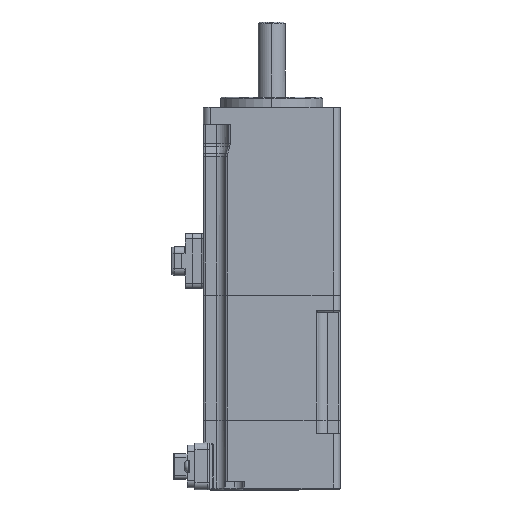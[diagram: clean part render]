
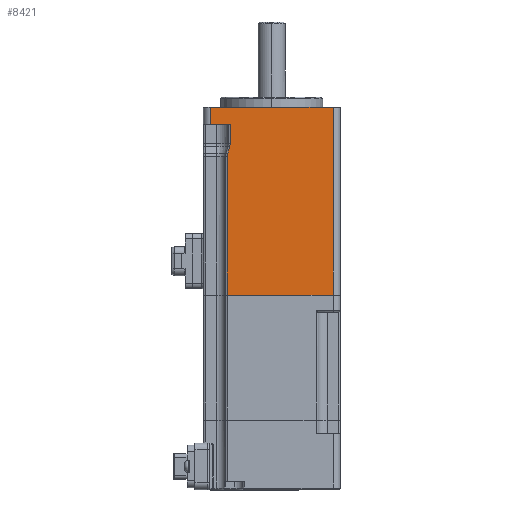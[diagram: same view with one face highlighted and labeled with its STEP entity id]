
A CAD part, top view. The second image highlights one B-rep face of the part: STEP entity #8421.
In plain terms, the highlighted planar face has unit normal (0, 0, 1).
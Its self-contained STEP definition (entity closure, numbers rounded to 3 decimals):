
#104 = CARTESIAN_POINT ( 'NONE',  ( -10.5, -71.392, 20. ) ) ;
#287 = LINE ( 'NONE', #820, #16924 ) ;
#374 = LINE ( 'NONE', #16136, #5873 ) ;
#543 = EDGE_CURVE ( 'NONE', #2051, #4728, #10084, .T. ) ;
#684 = CARTESIAN_POINT ( 'NONE',  ( -18., -56.992, 20. ) ) ;
#820 = CARTESIAN_POINT ( 'NONE',  ( -18., -111.992, 20. ) ) ;
#876 = CARTESIAN_POINT ( 'NONE',  ( -12.293, -68.524, 20. ) ) ;
#991 = DIRECTION ( 'NONE',  ( 0., -1., 0. ) ) ;
#2003 = AXIS2_PLACEMENT_3D ( 'NONE', #104, #17062, #3617 ) ;
#2029 = CARTESIAN_POINT ( 'NONE',  ( -18., -53.992, 20. ) ) ;
#2051 = VERTEX_POINT ( 'NONE', #6282 ) ;
#2113 = LINE ( 'NONE', #3871, #20885 ) ;
#2297 = VECTOR ( 'NONE', #12852, 1000. ) ;
#2868 = CARTESIAN_POINT ( 'NONE',  ( -12.163, -67.58, 20. ) ) ;
#2955 = ORIENTED_EDGE ( 'NONE', *, *, #543, .T. ) ;
#3496 = ORIENTED_EDGE ( 'NONE', *, *, #10906, .T. ) ;
#3514 = VECTOR ( 'NONE', #17466, 1000. ) ;
#3524 = LINE ( 'NONE', #684, #15943 ) ;
#3617 = DIRECTION ( 'NONE',  ( -1., 0., 0. ) ) ;
#3783 = CARTESIAN_POINT ( 'NONE',  ( -12.907, -70.718, 20. ) ) ;
#3871 = CARTESIAN_POINT ( 'NONE',  ( -12.163, -67.58, 20. ) ) ;
#4728 = VERTEX_POINT ( 'NONE', #4795 ) ;
#4760 = AXIS2_PLACEMENT_3D ( 'NONE', #6748, #5172, #20318 ) ;
#4762 = LINE ( 'NONE', #18750, #10798 ) ;
#4795 = CARTESIAN_POINT ( 'NONE',  ( -13., -111.992, 20. ) ) ;
#5172 = DIRECTION ( 'NONE',  ( 0., 0., -1. ) ) ;
#5348 = ORIENTED_EDGE ( 'NONE', *, *, #10786, .T. ) ;
#5395 = EDGE_CURVE ( 'NONE', #13628, #8496, #374, .T. ) ;
#5556 = DIRECTION ( 'NONE',  ( 0., 0., -1. ) ) ;
#5612 = CARTESIAN_POINT ( 'NONE',  ( -13., -53.992, 20. ) ) ;
#5663 = ORIENTED_EDGE ( 'NONE', *, *, #6271, .T. ) ;
#5832 = AXIS2_PLACEMENT_3D ( 'NONE', #2029, #5556, #7002 ) ;
#5873 = VECTOR ( 'NONE', #991, 1000. ) ;
#6050 = VERTEX_POINT ( 'NONE', #7724 ) ;
#6122 = CARTESIAN_POINT ( 'NONE',  ( -18., -56.992, 20. ) ) ;
#6271 = EDGE_CURVE ( 'NONE', #20222, #2051, #20939, .T. ) ;
#6282 = CARTESIAN_POINT ( 'NONE',  ( -13., -71.392, 20. ) ) ;
#6735 = LINE ( 'NONE', #21155, #2297 ) ;
#6748 = CARTESIAN_POINT ( 'NONE',  ( -15.663, -67.58, 20. ) ) ;
#7002 = DIRECTION ( 'NONE',  ( -1., 0., 0. ) ) ;
#7182 = EDGE_CURVE ( 'NONE', #4728, #6050, #287, .T. ) ;
#7220 = PLANE ( 'NONE',  #5832 ) ;
#7254 = EDGE_CURVE ( 'NONE', #8250, #19472, #2113, .T. ) ;
#7724 = CARTESIAN_POINT ( 'NONE',  ( 18., -111.992, 20. ) ) ;
#7790 = ORIENTED_EDGE ( 'NONE', *, *, #12454, .T. ) ;
#8250 = VERTEX_POINT ( 'NONE', #13479 ) ;
#8343 = CIRCLE ( 'NONE', #4760, 3.5 ) ;
#8421 = ADVANCED_FACE ( 'NONE', ( #20823 ), #7220, .F. ) ;
#8496 = VERTEX_POINT ( 'NONE', #17630 ) ;
#9174 = DIRECTION ( 'NONE',  ( 1., 0., 0. ) ) ;
#9690 = VECTOR ( 'NONE', #10741, 1000. ) ;
#10019 = VERTEX_POINT ( 'NONE', #876 ) ;
#10084 = LINE ( 'NONE', #5612, #3514 ) ;
#10321 = EDGE_LOOP ( 'NONE', ( #17773, #18094, #5348, #3496, #5663, #2955, #10353, #21344, #7790, #11343 ) ) ;
#10353 = ORIENTED_EDGE ( 'NONE', *, *, #7182, .T. ) ;
#10410 = DIRECTION ( 'NONE',  ( 0., -1., 0. ) ) ;
#10741 = DIRECTION ( 'NONE',  ( -0.27, -0.963, 0. ) ) ;
#10786 = EDGE_CURVE ( 'NONE', #19472, #10019, #8343, .T. ) ;
#10798 = VECTOR ( 'NONE', #10924, 1000. ) ;
#10906 = EDGE_CURVE ( 'NONE', #10019, #20222, #13408, .T. ) ;
#10924 = DIRECTION ( 'NONE',  ( 1., 0., 0. ) ) ;
#11343 = ORIENTED_EDGE ( 'NONE', *, *, #5395, .T. ) ;
#11962 = VERTEX_POINT ( 'NONE', #12945 ) ;
#12454 = EDGE_CURVE ( 'NONE', #11962, #13628, #3524, .T. ) ;
#12612 = DIRECTION ( 'NONE',  ( -1., 0., 0. ) ) ;
#12852 = DIRECTION ( 'NONE',  ( 0., -1., 0. ) ) ;
#12945 = CARTESIAN_POINT ( 'NONE',  ( 18., -56.992, 20. ) ) ;
#13408 = LINE ( 'NONE', #20901, #9690 ) ;
#13479 = CARTESIAN_POINT ( 'NONE',  ( -12.163, -61.992, 20. ) ) ;
#13628 = VERTEX_POINT ( 'NONE', #6122 ) ;
#15943 = VECTOR ( 'NONE', #12612, 1000. ) ;
#16136 = CARTESIAN_POINT ( 'NONE',  ( -18., -53.992, 20. ) ) ;
#16924 = VECTOR ( 'NONE', #9174, 1000. ) ;
#17062 = DIRECTION ( 'NONE',  ( 0., 0., 1. ) ) ;
#17466 = DIRECTION ( 'NONE',  ( 0., -1., 0. ) ) ;
#17630 = CARTESIAN_POINT ( 'NONE',  ( -18., -61.992, 20. ) ) ;
#17773 = ORIENTED_EDGE ( 'NONE', *, *, #19725, .T. ) ;
#18094 = ORIENTED_EDGE ( 'NONE', *, *, #7254, .T. ) ;
#18750 = CARTESIAN_POINT ( 'NONE',  ( -18., -61.992, 20. ) ) ;
#19472 = VERTEX_POINT ( 'NONE', #2868 ) ;
#19725 = EDGE_CURVE ( 'NONE', #8496, #8250, #4762, .T. ) ;
#20222 = VERTEX_POINT ( 'NONE', #3783 ) ;
#20318 = DIRECTION ( 'NONE',  ( -1., 0., 0. ) ) ;
#20823 = FACE_OUTER_BOUND ( 'NONE', #10321, .T. ) ;
#20885 = VECTOR ( 'NONE', #10410, 1000. ) ;
#20901 = CARTESIAN_POINT ( 'NONE',  ( -8.935, -56.531, 20. ) ) ;
#20939 = CIRCLE ( 'NONE', #2003, 2.5 ) ;
#21155 = CARTESIAN_POINT ( 'NONE',  ( 18., -53.992, 20. ) ) ;
#21344 = ORIENTED_EDGE ( 'NONE', *, *, #21725, .F. ) ;
#21725 = EDGE_CURVE ( 'NONE', #11962, #6050, #6735, .T. ) ;
